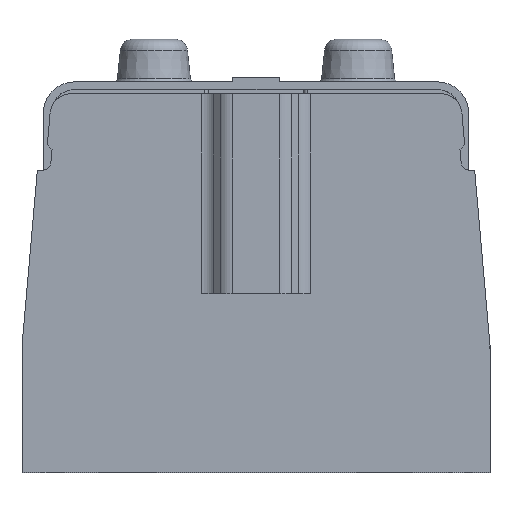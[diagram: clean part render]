
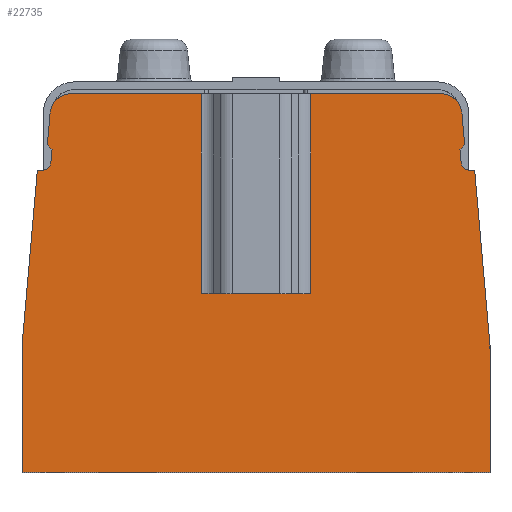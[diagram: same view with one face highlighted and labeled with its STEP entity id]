
A CAD part, top view. The second image highlights one B-rep face of the part: STEP entity #22735.
In plain terms, the highlighted planar face has unit normal (0, 0, 1).
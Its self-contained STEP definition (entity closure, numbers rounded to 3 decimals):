
#1680=DIRECTION('',(-1.,0.,0.));
#1681=VECTOR('',#1680,30.562);
#1682=CARTESIAN_POINT('',(43.419,44.5,21.));
#1683=LINE('',#1682,#1681);
#1712=DIRECTION('',(-1.,0.,0.));
#1713=VECTOR('',#1712,30.562);
#1714=CARTESIAN_POINT('',(-12.857,44.5,21.));
#1715=LINE('',#1714,#1713);
#2479=CARTESIAN_POINT('',(43.419,39.5,21.));
#2480=DIRECTION('',(0.,0.,-1.));
#2481=DIRECTION('',(0.,1.,0.));
#2482=AXIS2_PLACEMENT_3D('',#2479,#2480,#2481);
#2484=DIRECTION('',(0.087,-0.996,0.));
#2485=VECTOR('',#2484,7.464);
#2486=CARTESIAN_POINT('',(48.4,39.936,21.));
#2487=LINE('',#2486,#2485);
#2488=DIRECTION('',(-0.707,-0.707,0.));
#2489=VECTOR('',#2488,1.566);
#2490=CARTESIAN_POINT('',(49.05,32.5,21.));
#2491=LINE('',#2490,#2489);
#2492=DIRECTION('',(0.087,-0.996,0.));
#2493=VECTOR('',#2492,3.078);
#2494=CARTESIAN_POINT('',(47.943,31.392,21.));
#2495=LINE('',#2494,#2493);
#2496=CARTESIAN_POINT('',(50.203,28.5,21.));
#2497=DIRECTION('',(0.,0.,1.));
#2498=DIRECTION('',(-0.996,-0.087,0.));
#2499=AXIS2_PLACEMENT_3D('',#2496,#2497,#2498);
#2501=DIRECTION('',(0.087,-0.996,0.));
#2502=VECTOR('',#2501,41.306);
#2503=CARTESIAN_POINT('',(51.401,26.5,21.));
#2504=LINE('',#2503,#2502);
#2505=DIRECTION('',(0.087,0.996,0.));
#2506=VECTOR('',#2505,41.306);
#2507=CARTESIAN_POINT('',(-55.,-14.648,21.));
#2508=LINE('',#2507,#2506);
#2509=CARTESIAN_POINT('',(-50.203,28.5,21.));
#2510=DIRECTION('',(0.,0.,1.));
#2511=DIRECTION('',(0.,-1.,0.));
#2512=AXIS2_PLACEMENT_3D('',#2509,#2510,#2511);
#2514=DIRECTION('',(0.087,0.996,0.));
#2515=VECTOR('',#2514,3.078);
#2516=CARTESIAN_POINT('',(-48.21,28.326,21.));
#2517=LINE('',#2516,#2515);
#2518=DIRECTION('',(-0.707,0.707,0.));
#2519=VECTOR('',#2518,1.566);
#2520=CARTESIAN_POINT('',(-47.942,31.392,21.));
#2521=LINE('',#2520,#2519);
#2522=DIRECTION('',(0.087,0.996,0.));
#2523=VECTOR('',#2522,7.464);
#2524=CARTESIAN_POINT('',(-49.05,32.5,21.));
#2525=LINE('',#2524,#2523);
#2526=CARTESIAN_POINT('',(-43.418,39.5,21.));
#2527=DIRECTION('',(0.,0.,-1.));
#2528=DIRECTION('',(-0.996,0.087,0.));
#2529=AXIS2_PLACEMENT_3D('',#2526,#2527,#2528);
#2531=DIRECTION('',(-1.,0.,0.));
#2532=VECTOR('',#2531,25.714);
#2533=CARTESIAN_POINT('',(12.857,-2.5,21.));
#2534=LINE('',#2533,#2532);
#2563=DIRECTION('',(0.,1.,0.));
#2564=VECTOR('',#2563,47.);
#2565=CARTESIAN_POINT('',(-12.857,-2.5,21.));
#2566=LINE('',#2565,#2564);
#2599=DIRECTION('',(0.,-1.,0.));
#2600=VECTOR('',#2599,47.);
#2601=CARTESIAN_POINT('',(12.857,44.5,21.));
#2602=LINE('',#2601,#2600);
#2657=DIRECTION('',(-1.,0.,0.));
#2658=VECTOR('',#2657,1.197);
#2659=CARTESIAN_POINT('',(51.401,26.5,21.));
#2660=LINE('',#2659,#2658);
#2677=DIRECTION('',(0.,1.,0.));
#2678=VECTOR('',#2677,29.852);
#2679=CARTESIAN_POINT('',(55.,-44.5,21.));
#2680=LINE('',#2679,#2678);
#2729=DIRECTION('',(1.,0.,0.));
#2730=VECTOR('',#2729,110.);
#2731=CARTESIAN_POINT('',(-55.,-44.5,21.));
#2732=LINE('',#2731,#2730);
#3046=DIRECTION('',(0.,-1.,0.));
#3047=VECTOR('',#3046,29.852);
#3048=CARTESIAN_POINT('',(-55.,-14.648,21.));
#3049=LINE('',#3048,#3047);
#3062=DIRECTION('',(-1.,0.,0.));
#3063=VECTOR('',#3062,1.197);
#3064=CARTESIAN_POINT('',(-50.203,26.5,21.));
#3065=LINE('',#3064,#3063);
#15808=CARTESIAN_POINT('',(12.857,-2.5,21.));
#15809=CARTESIAN_POINT('',(-12.857,-2.5,21.));
#15810=VERTEX_POINT('',#15808);
#15811=VERTEX_POINT('',#15809);
#15812=CARTESIAN_POINT('',(12.857,44.5,21.));
#15813=VERTEX_POINT('',#15812);
#15814=CARTESIAN_POINT('',(43.419,44.5,21.));
#15815=VERTEX_POINT('',#15814);
#15816=CARTESIAN_POINT('',(48.4,39.936,21.));
#15817=VERTEX_POINT('',#15816);
#15818=CARTESIAN_POINT('',(49.05,32.5,21.));
#15819=VERTEX_POINT('',#15818);
#15820=CARTESIAN_POINT('',(47.943,31.392,21.));
#15821=VERTEX_POINT('',#15820);
#15822=CARTESIAN_POINT('',(48.211,28.326,21.));
#15823=VERTEX_POINT('',#15822);
#15824=CARTESIAN_POINT('',(50.203,26.5,21.));
#15825=VERTEX_POINT('',#15824);
#15826=CARTESIAN_POINT('',(51.401,26.5,21.));
#15827=VERTEX_POINT('',#15826);
#15828=CARTESIAN_POINT('',(55.,-14.648,21.));
#15829=VERTEX_POINT('',#15828);
#15830=CARTESIAN_POINT('',(55.,-44.5,21.));
#15831=VERTEX_POINT('',#15830);
#15832=CARTESIAN_POINT('',(-55.,-44.5,21.));
#15833=VERTEX_POINT('',#15832);
#15834=CARTESIAN_POINT('',(-55.,-14.648,21.));
#15835=VERTEX_POINT('',#15834);
#15836=CARTESIAN_POINT('',(-51.4,26.5,21.));
#15837=VERTEX_POINT('',#15836);
#15838=CARTESIAN_POINT('',(-50.203,26.5,21.));
#15839=VERTEX_POINT('',#15838);
#15840=CARTESIAN_POINT('',(-48.21,28.326,21.));
#15841=VERTEX_POINT('',#15840);
#15842=CARTESIAN_POINT('',(-47.942,31.392,21.));
#15843=VERTEX_POINT('',#15842);
#15844=CARTESIAN_POINT('',(-49.05,32.5,21.));
#15845=VERTEX_POINT('',#15844);
#15846=CARTESIAN_POINT('',(-48.399,39.936,21.));
#15847=VERTEX_POINT('',#15846);
#15848=CARTESIAN_POINT('',(-43.418,44.5,21.));
#15849=VERTEX_POINT('',#15848);
#15850=CARTESIAN_POINT('',(-12.857,44.5,21.));
#15851=VERTEX_POINT('',#15850);
#22688=CARTESIAN_POINT('',(0.,0.,21.));
#22689=DIRECTION('',(0.,0.,1.));
#22690=DIRECTION('',(-1.,0.,0.));
#22691=AXIS2_PLACEMENT_3D('',#22688,#22689,#22690);
#22692=PLANE('',#22691);
#22694=ORIENTED_EDGE('',*,*,#22693,.F.);
#22696=ORIENTED_EDGE('',*,*,#22695,.F.);
#22697=ORIENTED_EDGE('',*,*,#21627,.F.);
#22699=ORIENTED_EDGE('',*,*,#22698,.T.);
#22701=ORIENTED_EDGE('',*,*,#22700,.T.);
#22703=ORIENTED_EDGE('',*,*,#22702,.T.);
#22705=ORIENTED_EDGE('',*,*,#22704,.T.);
#22707=ORIENTED_EDGE('',*,*,#22706,.T.);
#22709=ORIENTED_EDGE('',*,*,#22708,.F.);
#22711=ORIENTED_EDGE('',*,*,#22710,.T.);
#22713=ORIENTED_EDGE('',*,*,#22712,.F.);
#22715=ORIENTED_EDGE('',*,*,#22714,.F.);
#22717=ORIENTED_EDGE('',*,*,#22716,.F.);
#22719=ORIENTED_EDGE('',*,*,#22718,.T.);
#22721=ORIENTED_EDGE('',*,*,#22720,.F.);
#22723=ORIENTED_EDGE('',*,*,#22722,.T.);
#22725=ORIENTED_EDGE('',*,*,#22724,.T.);
#22727=ORIENTED_EDGE('',*,*,#22726,.T.);
#22728=ORIENTED_EDGE('',*,*,#22681,.T.);
#22729=ORIENTED_EDGE('',*,*,#22614,.T.);
#22730=ORIENTED_EDGE('',*,*,#21643,.F.);
#22732=ORIENTED_EDGE('',*,*,#22731,.F.);
#22733=EDGE_LOOP('',(#22694,#22696,#22697,#22699,#22701,#22703,#22705,#22707,
#22709,#22711,#22713,#22715,#22717,#22719,#22721,#22723,#22725,#22727,#22728,
#22729,#22730,#22732));
#22734=FACE_OUTER_BOUND('',#22733,.F.);
#2483=CIRCLE('',#2482,5.);
#2500=CIRCLE('',#2499,2.);
#2513=CIRCLE('',#2512,2.);
#2530=CIRCLE('',#2529,5.);
#21627=EDGE_CURVE('',#15815,#15813,#1683,.T.);
#21643=EDGE_CURVE('',#15851,#15849,#1715,.T.);
#22614=EDGE_CURVE('',#15847,#15849,#2530,.T.);
#22681=EDGE_CURVE('',#15845,#15847,#2525,.T.);
#22693=EDGE_CURVE('',#15810,#15811,#2534,.T.);
#22695=EDGE_CURVE('',#15813,#15810,#2602,.T.);
#22698=EDGE_CURVE('',#15815,#15817,#2483,.T.);
#22700=EDGE_CURVE('',#15817,#15819,#2487,.T.);
#22702=EDGE_CURVE('',#15819,#15821,#2491,.T.);
#22704=EDGE_CURVE('',#15821,#15823,#2495,.T.);
#22706=EDGE_CURVE('',#15823,#15825,#2500,.T.);
#22708=EDGE_CURVE('',#15827,#15825,#2660,.T.);
#22710=EDGE_CURVE('',#15827,#15829,#2504,.T.);
#22712=EDGE_CURVE('',#15831,#15829,#2680,.T.);
#22714=EDGE_CURVE('',#15833,#15831,#2732,.T.);
#22716=EDGE_CURVE('',#15835,#15833,#3049,.T.);
#22718=EDGE_CURVE('',#15835,#15837,#2508,.T.);
#22720=EDGE_CURVE('',#15839,#15837,#3065,.T.);
#22722=EDGE_CURVE('',#15839,#15841,#2513,.T.);
#22724=EDGE_CURVE('',#15841,#15843,#2517,.T.);
#22726=EDGE_CURVE('',#15843,#15845,#2521,.T.);
#22731=EDGE_CURVE('',#15811,#15851,#2566,.T.);
#22735=ADVANCED_FACE('',(#22734),#22692,.T.);
